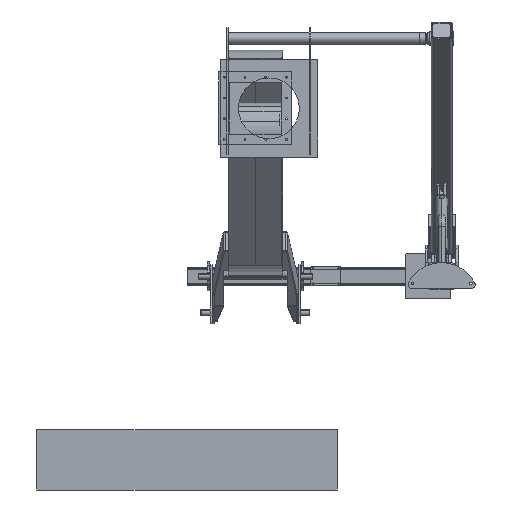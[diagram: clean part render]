
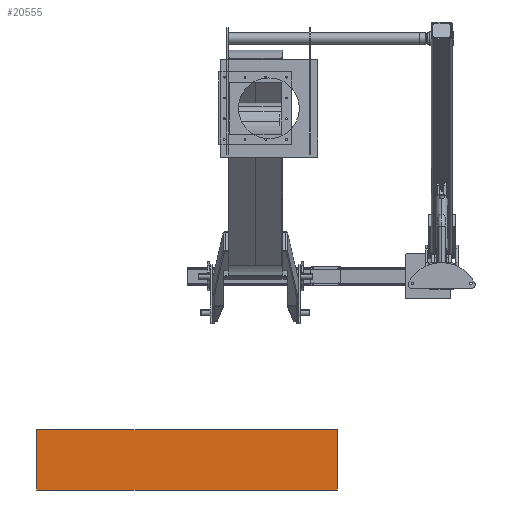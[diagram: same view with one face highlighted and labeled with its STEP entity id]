
A CAD part, front view. The second image highlights one B-rep face of the part: STEP entity #20555.
In plain terms, the highlighted planar face has unit normal (0, -1, 0).
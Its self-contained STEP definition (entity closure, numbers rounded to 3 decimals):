
#679 = VECTOR ( 'NONE', #29993, 1000. ) ;
#1667 = ORIENTED_EDGE ( 'NONE', *, *, #31459, .T. ) ;
#1937 = LINE ( 'NONE', #13436, #679 ) ;
#4027 = DIRECTION ( 'NONE',  ( 0., 0., -1. ) ) ;
#4361 = CARTESIAN_POINT ( 'NONE',  ( -1423.786, 2677.454, 1000. ) ) ;
#6289 = VECTOR ( 'NONE', #19650, 1000. ) ;
#9289 = EDGE_CURVE ( 'NONE', #18130, #25452, #17073, .T. ) ;
#10016 = LINE ( 'NONE', #4361, #19116 ) ;
#10474 = ORIENTED_EDGE ( 'NONE', *, *, #9289, .T. ) ;
#12246 = LINE ( 'NONE', #34663, #26417 ) ;
#12431 = AXIS2_PLACEMENT_3D ( 'NONE', #25842, #34296, #34116 ) ;
#12900 = ORIENTED_EDGE ( 'NONE', *, *, #31175, .F. ) ;
#13436 = CARTESIAN_POINT ( 'NONE',  ( -1423.786, 2677.454, -1000. ) ) ;
#14460 = PLANE ( 'NONE',  #12431 ) ;
#17073 = LINE ( 'NONE', #33636, #6289 ) ;
#18103 = VERTEX_POINT ( 'NONE', #19682 ) ;
#18130 = VERTEX_POINT ( 'NONE', #20896 ) ;
#19116 = VECTOR ( 'NONE', #23968, 1000. ) ;
#19650 = DIRECTION ( 'NONE',  ( 0., 0., -1. ) ) ;
#19682 = CARTESIAN_POINT ( 'NONE',  ( -1022.763, 2677.454, -1000. ) ) ;
#20486 = FACE_OUTER_BOUND ( 'NONE', #35417, .T. ) ;
#20555 = ADVANCED_FACE ( 'NONE', ( #20486 ), #14460, .F. ) ;
#20896 = CARTESIAN_POINT ( 'NONE',  ( -1423.786, 2677.454, 1000. ) ) ;
#21019 = VERTEX_POINT ( 'NONE', #34799 ) ;
#23248 = ORIENTED_EDGE ( 'NONE', *, *, #25910, .F. ) ;
#23968 = DIRECTION ( 'NONE',  ( 1., 0., 0. ) ) ;
#25452 = VERTEX_POINT ( 'NONE', #26278 ) ;
#25842 = CARTESIAN_POINT ( 'NONE',  ( -1423.786, 2677.454, 1000. ) ) ;
#25910 = EDGE_CURVE ( 'NONE', #18130, #21019, #10016, .T. ) ;
#26278 = CARTESIAN_POINT ( 'NONE',  ( -1423.786, 2677.454, -1000. ) ) ;
#26417 = VECTOR ( 'NONE', #4027, 1000. ) ;
#29993 = DIRECTION ( 'NONE',  ( 1., 0., 0. ) ) ;
#31175 = EDGE_CURVE ( 'NONE', #21019, #18103, #12246, .T. ) ;
#31459 = EDGE_CURVE ( 'NONE', #25452, #18103, #1937, .T. ) ;
#33636 = CARTESIAN_POINT ( 'NONE',  ( -1423.786, 2677.454, 1000. ) ) ;
#34116 = DIRECTION ( 'NONE',  ( 0., 0., 1. ) ) ;
#34296 = DIRECTION ( 'NONE',  ( 0., 1., 0. ) ) ;
#34663 = CARTESIAN_POINT ( 'NONE',  ( -1022.763, 2677.454, 1000. ) ) ;
#34799 = CARTESIAN_POINT ( 'NONE',  ( -1022.763, 2677.454, 1000. ) ) ;
#35417 = EDGE_LOOP ( 'NONE', ( #1667, #12900, #23248, #10474 ) ) ;
